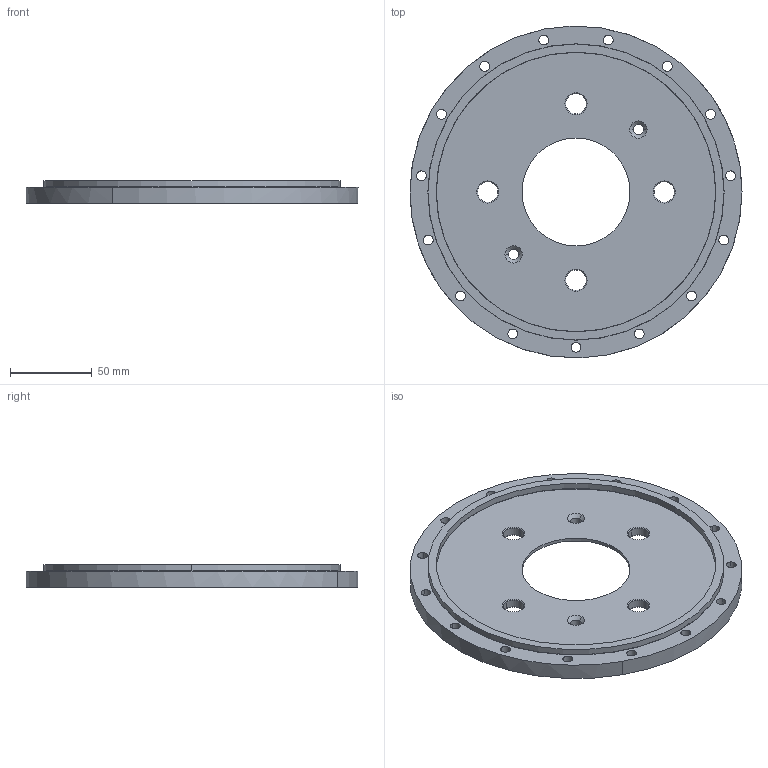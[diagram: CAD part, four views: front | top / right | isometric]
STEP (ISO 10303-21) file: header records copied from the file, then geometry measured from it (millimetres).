
FILE_DESCRIPTION(('CATIA V5 STEP Exchange'),'2;1');
FILE_NAME('BOL_CRABE_V3.stp','2017-01-03T15:11:00+00:00',('none'),('SNECMA'),'CATIA Version 5 Release 19 SP 9 (IN-10)','CATIA V5 STEP AP214','none');
FILE_SCHEMA(('AUTOMOTIVE_DESIGN { 1 0 10303 214 1 1 1 1 }'));
Length unit declared in the file: millimetre
Products named in the file (1): BOL_CRABE_V3
Bounding box: 203 x 202.97 x 14 mm (x, y, z)
Volume: 216708.3 mm3; surface area: 71774.4 mm2
Topology: 1 solids, 1 shells, 85 faces, 214 edges, 134 vertices
Faces by surface type: cylinder 50, cone 24, torus 6, plane 5
Entity records: 2660 total; most frequent: ORIENTED_EDGE 428, CARTESIAN_POINT 407, DIRECTION 330, EDGE_CURVE 214, AXIS2_PLACEMENT_3D 199, CIRCLE 140, VERTEX_POINT 134, EDGE_LOOP 132
